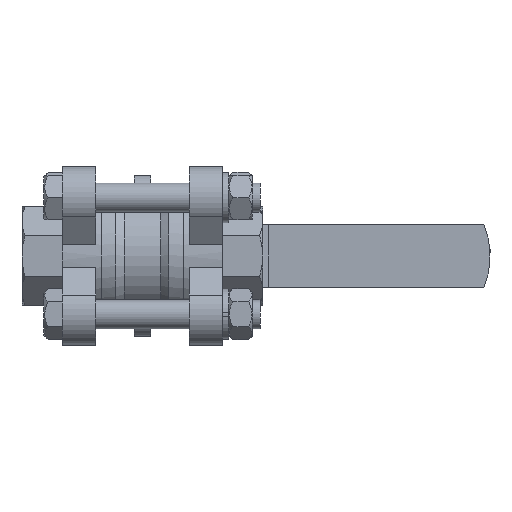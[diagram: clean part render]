
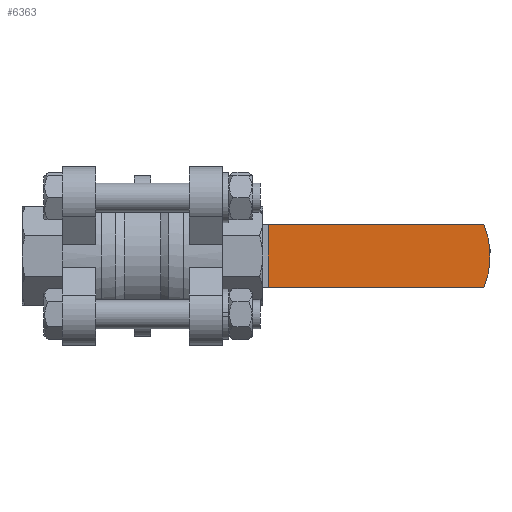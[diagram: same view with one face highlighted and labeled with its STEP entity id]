
A CAD part, front view. The second image highlights one B-rep face of the part: STEP entity #6363.
In plain terms, the highlighted planar face has unit normal (0, -1, 0).
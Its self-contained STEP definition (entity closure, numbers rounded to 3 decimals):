
#411=CIRCLE('',#6839,21.);
#1212=ORIENTED_EDGE('',*,*,#2818,.T.);
#1213=ORIENTED_EDGE('',*,*,#2748,.T.);
#1214=ORIENTED_EDGE('',*,*,#2823,.F.);
#1215=ORIENTED_EDGE('',*,*,#2799,.F.);
#2748=EDGE_CURVE('',#3607,#3608,#411,.T.);
#2799=EDGE_CURVE('',#3639,#3640,#4232,.T.);
#2818=EDGE_CURVE('',#3639,#3607,#4246,.T.);
#2823=EDGE_CURVE('',#3640,#3608,#4250,.T.);
#3607=VERTEX_POINT('',#9775);
#3608=VERTEX_POINT('',#9776);
#3639=VERTEX_POINT('',#9881);
#3640=VERTEX_POINT('',#9883);
#4232=LINE('',#9882,#4750);
#4246=LINE('',#9921,#4764);
#4250=LINE('',#9928,#4768);
#4750=VECTOR('',#7950,1000.);
#4764=VECTOR('',#7982,1000.);
#4768=VECTOR('',#7992,1000.);
#5181=EDGE_LOOP('',(#1212,#1213,#1214,#1215));
#5657=FACE_BOUND('',#5181,.T.);
#6077=PLANE('',#6874);
#6363=ADVANCED_FACE('',(#5657),#6077,.T.);
#6839=AXIS2_PLACEMENT_3D('',#9774,#7863,#7864);
#6874=AXIS2_PLACEMENT_3D('',#9927,#7990,#7991);
#7863=DIRECTION('',(0.,-1.,0.));
#7864=DIRECTION('',(1.,0.,0.));
#7950=DIRECTION('',(0.,0.,1.));
#7982=DIRECTION('',(1.,0.,0.));
#7990=DIRECTION('',(0.,-1.,0.));
#7991=DIRECTION('',(1.,0.,0.));
#7992=DIRECTION('',(1.,0.,0.));
#9774=CARTESIAN_POINT('',(74.,108.,0.));
#9775=CARTESIAN_POINT('',(93.203,108.,-8.5));
#9776=CARTESIAN_POINT('',(93.203,108.,8.5));
#9881=CARTESIAN_POINT('',(34.396,108.,-8.5));
#9882=CARTESIAN_POINT('',(34.396,108.,-8.5));
#9883=CARTESIAN_POINT('',(34.396,108.,8.5));
#9921=CARTESIAN_POINT('',(34.396,108.,-8.5));
#9927=CARTESIAN_POINT('',(34.396,108.,-8.5));
#9928=CARTESIAN_POINT('',(34.396,108.,8.5));
